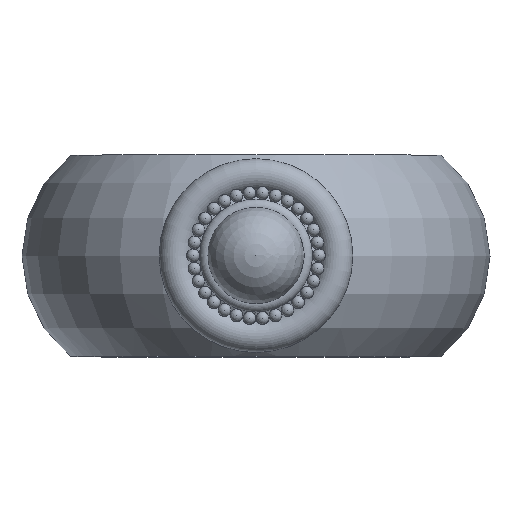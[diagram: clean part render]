
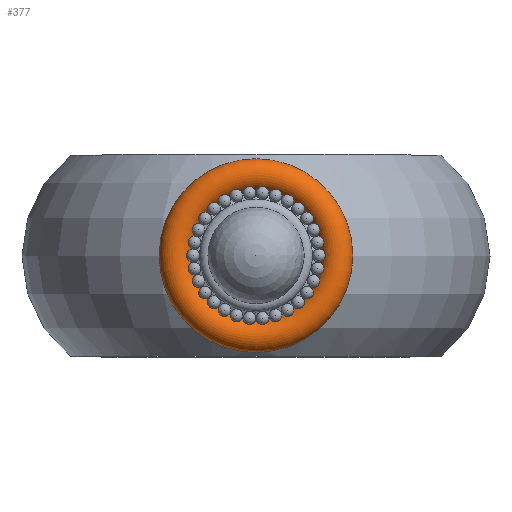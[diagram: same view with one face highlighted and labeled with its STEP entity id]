
A CAD part, top view. The second image highlights one B-rep face of the part: STEP entity #377.
In plain terms, the highlighted toroidal (fillet/blend) face has major radius 5 mm and minor radius 1 mm.
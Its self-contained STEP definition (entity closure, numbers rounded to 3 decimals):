
#377 = ADVANCED_FACE('',(#378),#398,.T.);
#378 = FACE_BOUND('',#379,.T.);
#379 = EDGE_LOOP('',(#380,#389,#396,#397));
#380 = ORIENTED_EDGE('',*,*,#381,.F.);
#381 = EDGE_CURVE('',#382,#382,#384,.T.);
#382 = VERTEX_POINT('',#383);
#383 = CARTESIAN_POINT('',(6.,0.,16.));
#384 = CIRCLE('',#385,1.);
#385 = AXIS2_PLACEMENT_3D('',#386,#387,#388);
#386 = CARTESIAN_POINT('',(5.,0.,16.));
#387 = DIRECTION('',(-0.,1.,0.));
#388 = DIRECTION('',(1.,0.,0.));
#389 = ORIENTED_EDGE('',*,*,#390,.T.);
#390 = EDGE_CURVE('',#382,#382,#391,.T.);
#391 = CIRCLE('',#392,6.);
#392 = AXIS2_PLACEMENT_3D('',#393,#394,#395);
#393 = CARTESIAN_POINT('',(0.,0.,16.));
#394 = DIRECTION('',(0.,0.,-1.));
#395 = DIRECTION('',(1.,0.,0.));
#396 = ORIENTED_EDGE('',*,*,#381,.T.);
#397 = ORIENTED_EDGE('',*,*,#390,.F.);
#398 = TOROIDAL_SURFACE('',#399,5.,1.);
#399 = AXIS2_PLACEMENT_3D('',#400,#401,#402);
#400 = CARTESIAN_POINT('',(0.,0.,16.));
#401 = DIRECTION('',(-0.,-0.,-1.));
#402 = DIRECTION('',(1.,0.,0.));
